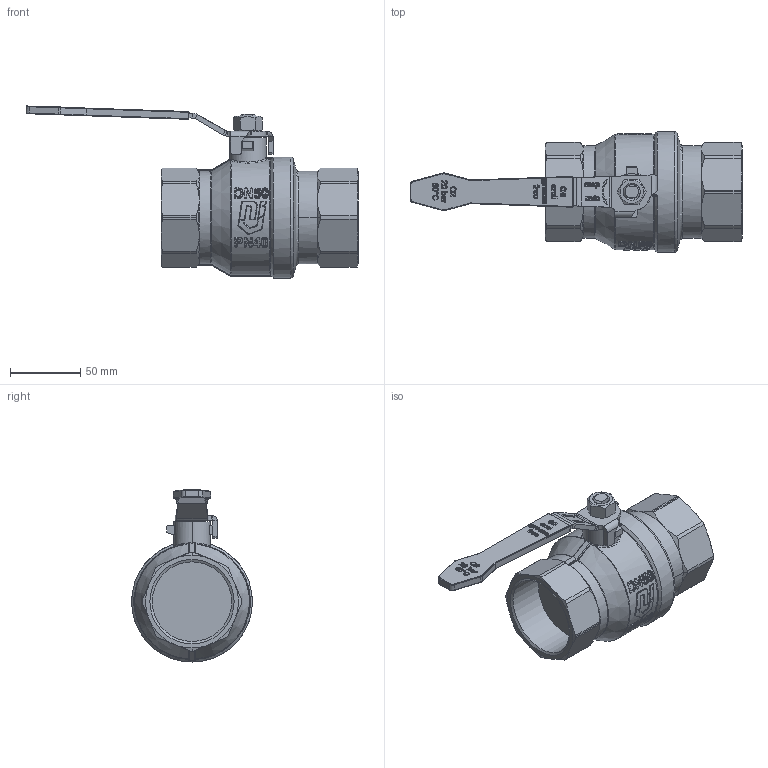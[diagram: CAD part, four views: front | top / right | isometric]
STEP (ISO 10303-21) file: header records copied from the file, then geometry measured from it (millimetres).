
FILE_DESCRIPTION(('HOOPS Exchange Step'),'2;1');
FILE_NAME('GK020001_DN50.stp','2025-02-21T09:20:55+01:00',('nieru'),('Unknown organisation'),'HOOPS Exchange 2024.2','HOOPS Exchange','Unknown authorisation');
FILE_SCHEMA( ('AP203_CONFIGURATION_CONTROLLED_3D_DESIGN_OF_MECHANICAL_PARTS_AND_ASSEMBLIES_MIM_LF') );
Length unit declared in the file: millimetre
Products named in the file (2): 0; root
Assembly tree (1 placements, depth 2):
  root
    0
Bounding box: 236.4 x 86 x 122.5 mm (x, y, z)
Volume: 441557.4 mm3; surface area: 68332.5 mm2
Topology: 3 solids, 3 shells, 1915 faces, 4710 edges, 2858 vertices
Faces by surface type: bspline 1083, plane 350, cylinder 318, torus 95, cone 58, sphere 11
Full cylindrical faces by diameter (mm): 10.106 x1, 12 x2, 13.95 x1, 56.656 x2, 86 x1
Entity records: 130061 total; most frequent: CARTESIAN_POINT 92995, ORIENTED_EDGE 9366, EDGE_CURVE 4683, DIRECTION 4520, VERTEX_POINT 2860, B_SPLINE_CURVE_WITH_KNOTS 2791, EDGE_LOOP 2005, FACE_BOUND 2005
